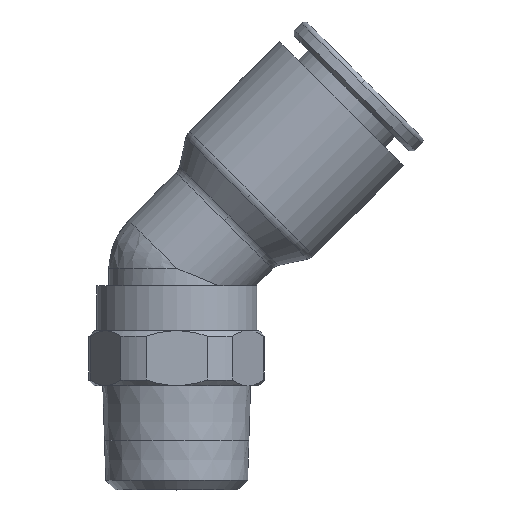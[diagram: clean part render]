
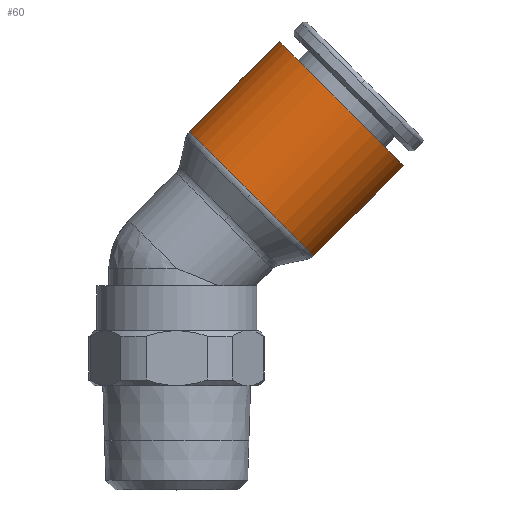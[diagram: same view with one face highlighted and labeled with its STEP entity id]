
A CAD part, top view. The second image highlights one B-rep face of the part: STEP entity #60.
In plain terms, the highlighted cylindrical face has radius 8 mm (diameter 16 mm), a partial arc.
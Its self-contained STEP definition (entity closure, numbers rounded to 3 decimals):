
#60=ADVANCED_FACE('',(#154),#155,.T.);
#154=FACE_OUTER_BOUND('',#322,.T.);
#155=CYLINDRICAL_SURFACE('',#323,8.0);
#322=EDGE_LOOP('',(#561,#562,#563,#564,#565));
#323=AXIS2_PLACEMENT_3D('',#566,#567,#568);
#561=ORIENTED_EDGE('',*,*,#1115,.F.);
#562=ORIENTED_EDGE('',*,*,#1116,.T.);
#563=ORIENTED_EDGE('',*,*,#1117,.T.);
#564=ORIENTED_EDGE('',*,*,#1118,.F.);
#565=ORIENTED_EDGE('',*,*,#1119,.F.);
#566=CARTESIAN_POINT('',(10.918,21.605,0.0));
#567=DIRECTION('',(0.707,0.707,0.0));
#568=DIRECTION('',(-0.707,0.707,0.0));
#1115=EDGE_CURVE('',#1341,#1342,#1343,.T.);
#1116=EDGE_CURVE('',#1341,#1344,#1345,.T.);
#1117=EDGE_CURVE('',#1344,#1346,#1347,.T.);
#1118=EDGE_CURVE('',#1348,#1346,#1349,.T.);
#1119=EDGE_CURVE('',#1342,#1348,#1350,.T.);
#1341=VERTEX_POINT('',#1722);
#1342=VERTEX_POINT('',#1723);
#1343=LINE('',#1724,#1725);
#1344=VERTEX_POINT('',#1726);
#1345=CIRCLE('',#1727,8.0);
#1346=VERTEX_POINT('',#1728);
#1347=CIRCLE('',#1729,8.0);
#1348=VERTEX_POINT('',#1730);
#1349=LINE('',#1731,#1732);
#1350=CIRCLE('',#1733,8.0);
#1722=CARTESIAN_POINT('',(1.16,23.16,0.0));
#1723=CARTESIAN_POINT('',(9.362,31.363,0.0));
#1724=CARTESIAN_POINT('',(5.261,27.262,0.));
#1725=VECTOR('',#2281,1.0);
#1726=CARTESIAN_POINT('',(6.817,17.504,8.0));
#1727=AXIS2_PLACEMENT_3D('',#2282,#2283,#2284);
#1728=CARTESIAN_POINT('',(12.473,11.847,0.));
#1729=AXIS2_PLACEMENT_3D('',#2285,#2286,#2287);
#1730=CARTESIAN_POINT('',(20.676,20.049,0.));
#1731=CARTESIAN_POINT('',(16.575,15.948,0.));
#1732=VECTOR('',#2288,1.0);
#1733=AXIS2_PLACEMENT_3D('',#2289,#2290,#2291);
#2281=DIRECTION('',(0.707,0.707,0.0));
#2282=CARTESIAN_POINT('',(6.817,17.504,0.0));
#2283=DIRECTION('',(0.707,0.707,0.0));
#2284=DIRECTION('',(-0.707,0.707,0.0));
#2285=CARTESIAN_POINT('',(6.817,17.504,0.0));
#2286=DIRECTION('',(0.707,0.707,0.0));
#2287=DIRECTION('',(-0.707,0.707,0.0));
#2288=DIRECTION('',(-0.707,-0.707,-0.0));
#2289=CARTESIAN_POINT('',(15.019,25.706,0.0));
#2290=DIRECTION('',(0.707,0.707,0.0));
#2291=DIRECTION('',(-0.707,0.707,0.0));
